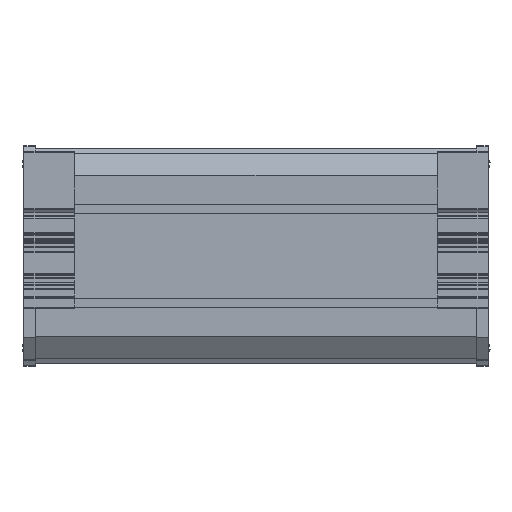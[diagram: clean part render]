
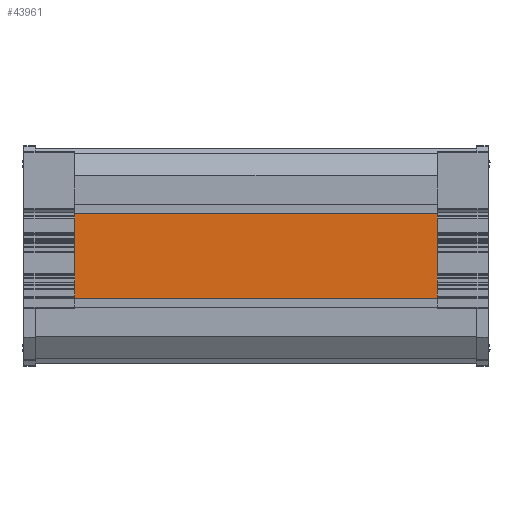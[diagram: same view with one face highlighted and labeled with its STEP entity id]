
A CAD part, front view. The second image highlights one B-rep face of the part: STEP entity #43961.
In plain terms, the highlighted planar face has unit normal (0, -1, 0).
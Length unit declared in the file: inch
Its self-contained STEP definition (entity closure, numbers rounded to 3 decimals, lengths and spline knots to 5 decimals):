
#206 = VERTEX_POINT ( 'NONE', #6383 ) ;
#3141 = VERTEX_POINT ( 'NONE', #52150 ) ;
#3684 = AXIS2_PLACEMENT_3D ( 'NONE', #16381, #46431, #20712 ) ;
#4581 = EDGE_CURVE ( 'NONE', #3141, #33712, #35572, .T. ) ;
#4764 = LINE ( 'NONE', #36133, #36357 ) ;
#5009 = CARTESIAN_POINT ( 'NONE',  ( -3.425, -0.65806, 0.65649 ) ) ;
#6383 = CARTESIAN_POINT ( 'NONE',  ( 2.815, -0.65806, -0.65649 ) ) ;
#8187 = CARTESIAN_POINT ( 'NONE',  ( -2.815, -0.65806, 0.65649 ) ) ;
#10460 = ORIENTED_EDGE ( 'NONE', *, *, #53969, .F. ) ;
#12086 = CARTESIAN_POINT ( 'NONE',  ( -2.815, -0.65806, 0.65649 ) ) ;
#13776 = EDGE_CURVE ( 'NONE', #3141, #206, #43957, .T. ) ;
#16212 = VECTOR ( 'NONE', #39372, 39.37008 ) ;
#16381 = CARTESIAN_POINT ( 'NONE',  ( -3.425, -0.65806, 0.65649 ) ) ;
#20383 = EDGE_LOOP ( 'NONE', ( #30694, #42544, #36879, #10460 ) ) ;
#20525 = PLANE ( 'NONE',  #3684 ) ;
#20712 = DIRECTION ( 'NONE',  ( 0., 0., 1. ) ) ;
#23303 = EDGE_CURVE ( 'NONE', #30073, #206, #4764, .T. ) ;
#26161 = DIRECTION ( 'NONE',  ( 1., 0., 0. ) ) ;
#29599 = DIRECTION ( 'NONE',  ( 0., 0., 1. ) ) ;
#30073 = VERTEX_POINT ( 'NONE', #52367 ) ;
#30694 = ORIENTED_EDGE ( 'NONE', *, *, #4581, .F. ) ;
#31824 = DIRECTION ( 'NONE',  ( 0., 0., -1. ) ) ;
#32577 = VECTOR ( 'NONE', #26161, 39.37008 ) ;
#33712 = VERTEX_POINT ( 'NONE', #8187 ) ;
#35572 = LINE ( 'NONE', #12086, #45613 ) ;
#36133 = CARTESIAN_POINT ( 'NONE',  ( 2.815, -0.65806, 0.65649 ) ) ;
#36357 = VECTOR ( 'NONE', #31824, 39.37008 ) ;
#36879 = ORIENTED_EDGE ( 'NONE', *, *, #23303, .F. ) ;
#39050 = LINE ( 'NONE', #5009, #16212 ) ;
#39372 = DIRECTION ( 'NONE',  ( 1., 0., 0. ) ) ;
#42544 = ORIENTED_EDGE ( 'NONE', *, *, #13776, .T. ) ;
#43407 = FACE_OUTER_BOUND ( 'NONE', #20383, .T. ) ;
#43957 = LINE ( 'NONE', #47532, #32577 ) ;
#43961 = ADVANCED_FACE ( 'NONE', ( #43407 ), #20525, .F. ) ;
#45613 = VECTOR ( 'NONE', #29599, 39.37008 ) ;
#46431 = DIRECTION ( 'NONE',  ( 0., 1., 0. ) ) ;
#47532 = CARTESIAN_POINT ( 'NONE',  ( -3.425, -0.65806, -0.65649 ) ) ;
#52150 = CARTESIAN_POINT ( 'NONE',  ( -2.815, -0.65806, -0.65649 ) ) ;
#52367 = CARTESIAN_POINT ( 'NONE',  ( 2.815, -0.65806, 0.65649 ) ) ;
#53969 = EDGE_CURVE ( 'NONE', #33712, #30073, #39050, .T. ) ;
